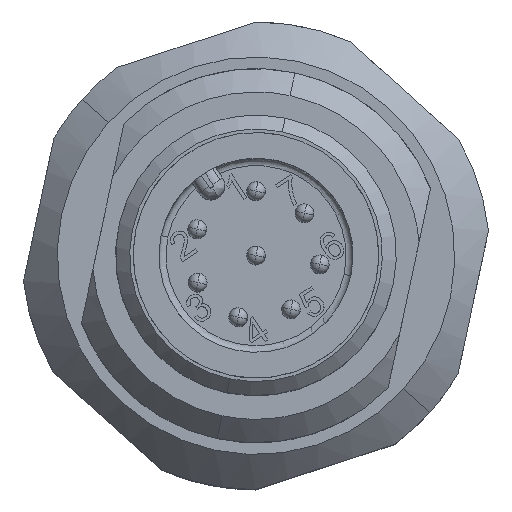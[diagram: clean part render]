
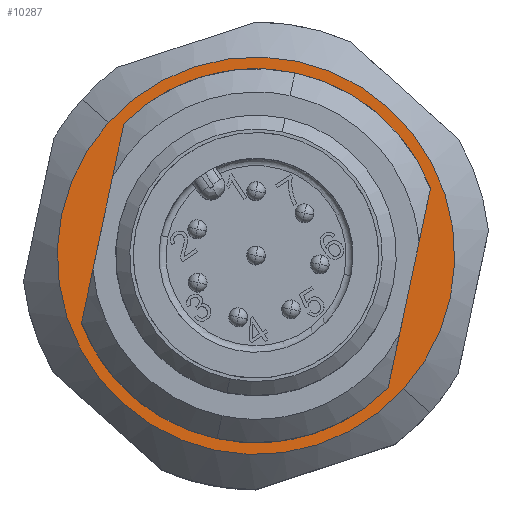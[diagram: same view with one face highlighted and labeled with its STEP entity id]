
A CAD part, top view. The second image highlights one B-rep face of the part: STEP entity #10287.
In plain terms, the highlighted planar face has unit normal (0, 0, 1).
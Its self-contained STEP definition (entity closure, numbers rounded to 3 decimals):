
#8189=AXIS2_PLACEMENT_3D('Plane Axis2P3D',#8186,#8187,#8188) ;
#10164=AXIS2_PLACEMENT_3D('Circle Axis2P3D',#10162,#10163,$) ;
#10187=AXIS2_PLACEMENT_3D('Circle Axis2P3D',#10185,#10186,$) ;
#8186=CARTESIAN_POINT('Axis2P3D Location',(4.576,14.831,22.5)) ;
#10152=CARTESIAN_POINT('Vertex',(3.625,15.687,22.5)) ;
#10159=CARTESIAN_POINT('Vertex',(16.258,4.313,22.5)) ;
#10162=CARTESIAN_POINT('Axis2P3D Location',(9.942,10.,22.5)) ;
#10185=CARTESIAN_POINT('Axis2P3D Location',(9.942,10.,22.5)) ;
#10207=CARTESIAN_POINT('Line Origine',(3.388,11.393,22.5)) ;
#10211=CARTESIAN_POINT('Vertex',(2.479,7.117,22.5)) ;
#10213=CARTESIAN_POINT('Vertex',(4.297,15.669,22.5)) ;
#10217=CARTESIAN_POINT('Control Point',(4.297,15.669,22.5)) ;
#10218=CARTESIAN_POINT('Control Point',(4.886,16.256,22.5)) ;
#10219=CARTESIAN_POINT('Control Point',(5.551,16.766,22.5)) ;
#10220=CARTESIAN_POINT('Control Point',(6.28,17.186,22.5)) ;
#10221=CARTESIAN_POINT('Control Point',(7.759,17.799,22.5)) ;
#10222=CARTESIAN_POINT('Control Point',(9.342,18.032,22.5)) ;
#10223=CARTESIAN_POINT('Control Point',(10.106,18.052,22.5)) ;
#10224=CARTESIAN_POINT('Control Point',(10.865,17.983,22.5)) ;
#10225=CARTESIAN_POINT('Control Point',(11.605,17.825,22.5)) ;
#10226=CARTESIAN_POINT('Vertex',(11.605,17.825,22.5)) ;
#10230=CARTESIAN_POINT('Control Point',(11.605,17.825,22.5)) ;
#10231=CARTESIAN_POINT('Control Point',(11.678,17.81,22.5)) ;
#10232=CARTESIAN_POINT('Control Point',(11.75,17.793,22.5)) ;
#10233=CARTESIAN_POINT('Control Point',(11.823,17.776,22.5)) ;
#10234=CARTESIAN_POINT('Control Point',(12.702,17.557,22.5)) ;
#10235=CARTESIAN_POINT('Control Point',(13.548,17.214,22.5)) ;
#10236=CARTESIAN_POINT('Control Point',(14.28,16.799,22.5)) ;
#10237=CARTESIAN_POINT('Control Point',(15.498,15.88,22.5)) ;
#10238=CARTESIAN_POINT('Control Point',(16.466,14.704,22.5)) ;
#10239=CARTESIAN_POINT('Control Point',(16.844,14.13,22.5)) ;
#10240=CARTESIAN_POINT('Control Point',(17.158,13.52,22.5)) ;
#10241=CARTESIAN_POINT('Control Point',(17.404,12.883,22.5)) ;
#10242=CARTESIAN_POINT('Vertex',(17.404,12.883,22.5)) ;
#10245=CARTESIAN_POINT('Line Origine',(16.495,8.607,22.5)) ;
#10249=CARTESIAN_POINT('Vertex',(15.586,4.331,22.5)) ;
#10253=CARTESIAN_POINT('Control Point',(15.586,4.331,22.5)) ;
#10254=CARTESIAN_POINT('Control Point',(14.997,3.744,22.5)) ;
#10255=CARTESIAN_POINT('Control Point',(14.332,3.234,22.5)) ;
#10256=CARTESIAN_POINT('Control Point',(13.604,2.814,22.5)) ;
#10257=CARTESIAN_POINT('Control Point',(12.124,2.201,22.5)) ;
#10258=CARTESIAN_POINT('Control Point',(10.542,1.968,22.5)) ;
#10259=CARTESIAN_POINT('Control Point',(9.778,1.948,22.5)) ;
#10260=CARTESIAN_POINT('Control Point',(9.019,2.017,22.5)) ;
#10261=CARTESIAN_POINT('Control Point',(8.278,2.175,22.5)) ;
#10262=CARTESIAN_POINT('Vertex',(8.278,2.175,22.5)) ;
#10266=CARTESIAN_POINT('Control Point',(8.278,2.175,22.5)) ;
#10267=CARTESIAN_POINT('Control Point',(8.205,2.19,22.5)) ;
#10268=CARTESIAN_POINT('Control Point',(8.133,2.207,22.5)) ;
#10269=CARTESIAN_POINT('Control Point',(8.06,2.224,22.5)) ;
#10270=CARTESIAN_POINT('Control Point',(7.181,2.443,22.5)) ;
#10271=CARTESIAN_POINT('Control Point',(6.335,2.786,22.5)) ;
#10272=CARTESIAN_POINT('Control Point',(5.603,3.201,22.5)) ;
#10273=CARTESIAN_POINT('Control Point',(4.385,4.12,22.5)) ;
#10274=CARTESIAN_POINT('Control Point',(3.417,5.296,22.5)) ;
#10275=CARTESIAN_POINT('Control Point',(3.039,5.87,22.5)) ;
#10276=CARTESIAN_POINT('Control Point',(2.725,6.48,22.5)) ;
#10277=CARTESIAN_POINT('Control Point',(2.479,7.117,22.5)) ;
#8187=DIRECTION('Axis2P3D Direction',(0.,0.,1.)) ;
#8188=DIRECTION('Axis2P3D XDirection',(0.669,0.743,0.)) ;
#10163=DIRECTION('Axis2P3D Direction',(0.,0.,-1.)) ;
#10186=DIRECTION('Axis2P3D Direction',(0.,0.,-1.)) ;
#10208=DIRECTION('Vector Direction',(0.208,0.978,0.)) ;
#10246=DIRECTION('Vector Direction',(-0.208,-0.978,0.)) ;
#10209=VECTOR('Line Direction',#10208,1.) ;
#10247=VECTOR('Line Direction',#10246,1.) ;
#10204=ORIENTED_EDGE('',*,*,#10189,.T.) ;
#10205=ORIENTED_EDGE('',*,*,#10166,.T.) ;
#10280=ORIENTED_EDGE('',*,*,#10215,.T.) ;
#10281=ORIENTED_EDGE('',*,*,#10228,.T.) ;
#10282=ORIENTED_EDGE('',*,*,#10244,.T.) ;
#10283=ORIENTED_EDGE('',*,*,#10251,.T.) ;
#10284=ORIENTED_EDGE('',*,*,#10264,.T.) ;
#10285=ORIENTED_EDGE('',*,*,#10278,.T.) ;
#10286=FACE_BOUND('',#10279,.T.) ;
#10287=ADVANCED_FACE('Hauptkoerper',(#10206,#10286),#8190,.T.) ;
#10216=B_SPLINE_CURVE_WITH_KNOTS('',5,(#10217,#10218,#10219,#10220,#10221,#10222,#10223,#10224,#10225),.UNSPECIFIED.,.F.,.U.,(6,3,6),(0.,5.879,11.231),.UNSPECIFIED.) ;
#10229=B_SPLINE_CURVE_WITH_KNOTS('',5,(#10230,#10231,#10232,#10233,#10234,#10235,#10236,#10237,#10238,#10239,#10240,#10241),.UNSPECIFIED.,.F.,.U.,(6,3,3,6),(11.231,11.757,17.636,22.462),.UNSPECIFIED.) ;
#10252=B_SPLINE_CURVE_WITH_KNOTS('',5,(#10253,#10254,#10255,#10256,#10257,#10258,#10259,#10260,#10261),.UNSPECIFIED.,.F.,.U.,(6,3,6),(0.,5.879,11.231),.UNSPECIFIED.) ;
#10265=B_SPLINE_CURVE_WITH_KNOTS('',5,(#10266,#10267,#10268,#10269,#10270,#10271,#10272,#10273,#10274,#10275,#10276,#10277),.UNSPECIFIED.,.F.,.U.,(6,3,3,6),(11.231,11.757,17.636,22.462),.UNSPECIFIED.) ;
#10165=CIRCLE('generated circle',#10164,8.5) ;
#10188=CIRCLE('generated circle',#10187,8.5) ;
#10166=EDGE_CURVE('',#10153,#10160,#10165,.F.) ;
#10189=EDGE_CURVE('',#10160,#10153,#10188,.F.) ;
#10215=EDGE_CURVE('',#10212,#10214,#10210,.T.) ;
#10228=EDGE_CURVE('',#10214,#10227,#10216,.T.) ;
#10244=EDGE_CURVE('',#10227,#10243,#10229,.T.) ;
#10251=EDGE_CURVE('',#10243,#10250,#10248,.T.) ;
#10264=EDGE_CURVE('',#10250,#10263,#10252,.T.) ;
#10278=EDGE_CURVE('',#10263,#10212,#10265,.T.) ;
#10203=EDGE_LOOP('',(#10204,#10205)) ;
#10279=EDGE_LOOP('',(#10280,#10281,#10282,#10283,#10284,#10285)) ;
#10206=FACE_OUTER_BOUND('',#10203,.T.) ;
#10210=LINE('Line',#10207,#10209) ;
#10248=LINE('Line',#10245,#10247) ;
#8190=PLANE('',#8189) ;
#10153=VERTEX_POINT('',#10152) ;
#10160=VERTEX_POINT('',#10159) ;
#10212=VERTEX_POINT('',#10211) ;
#10214=VERTEX_POINT('',#10213) ;
#10227=VERTEX_POINT('',#10226) ;
#10243=VERTEX_POINT('',#10242) ;
#10250=VERTEX_POINT('',#10249) ;
#10263=VERTEX_POINT('',#10262) ;
